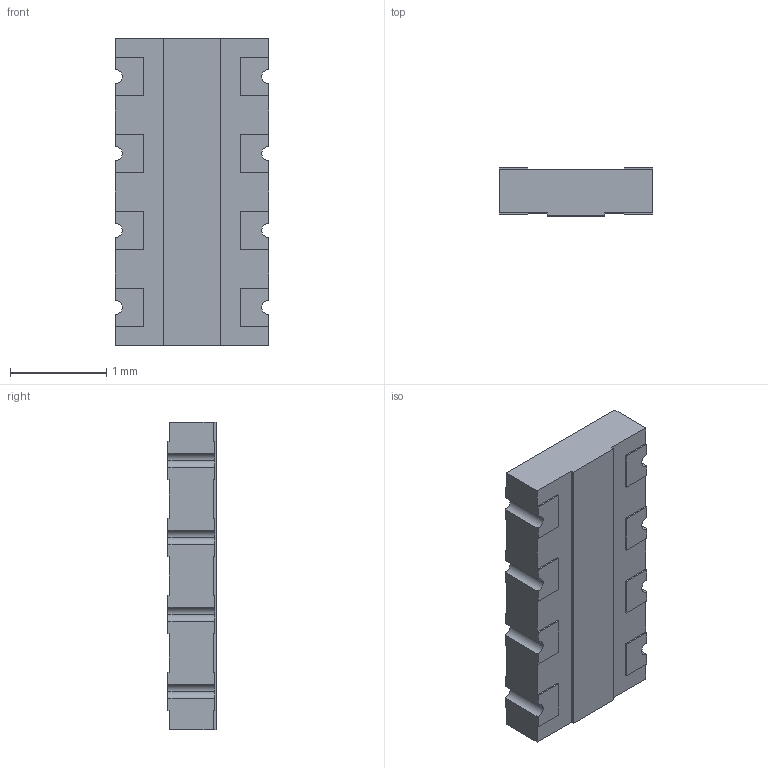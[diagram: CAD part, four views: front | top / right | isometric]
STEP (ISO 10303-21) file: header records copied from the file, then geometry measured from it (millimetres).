
FILE_DESCRIPTION(('STEP AP214'),'1');
FILE_NAME('68349.stp','2017-07-26T14:29:32',('TraceParts'),('TraceParts S.A.'),'Spatial InterOp 3D',' ',' ');
FILE_SCHEMA(('automotive_design'));
Length unit declared in the file: millimetre
Products named in the file (1): 68349
Bounding box: 1.6 x 0.5 x 3.2 mm (x, y, z)
Volume: 2.4 mm3; surface area: 15.4 mm2
Topology: 1 solids, 1 shells, 98 faces, 288 edges, 192 vertices
Faces by surface type: plane 82, cylinder 16
Entity records: 3239 total; most frequent: CARTESIAN_POINT 579, ORIENTED_EDGE 576, DIRECTION 518, EDGE_CURVE 288, LINE 256, VECTOR 256, VERTEX_POINT 192, AXIS2_PLACEMENT_3D 131
